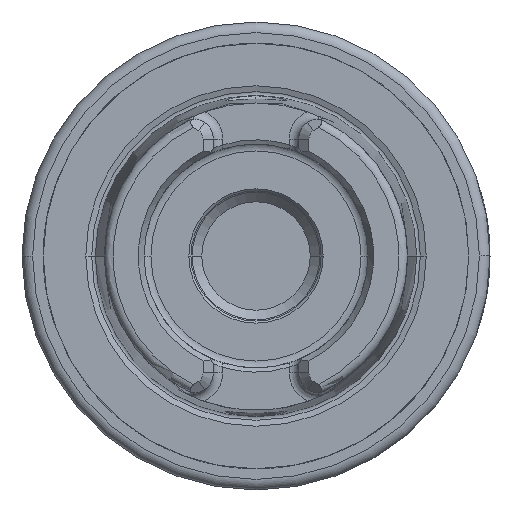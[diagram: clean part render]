
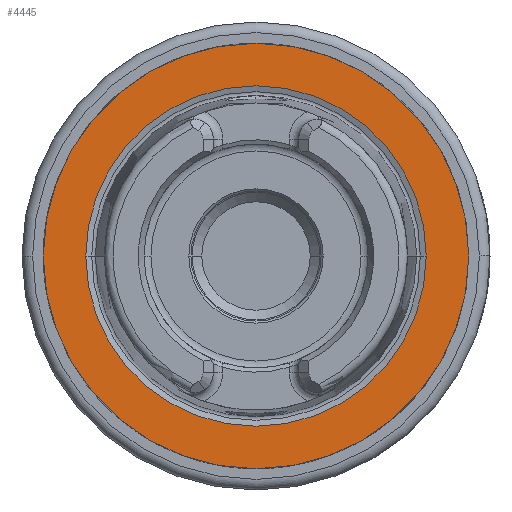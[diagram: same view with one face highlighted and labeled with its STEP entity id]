
A CAD part, left-side view. The second image highlights one B-rep face of the part: STEP entity #4445.
In plain terms, the highlighted planar face has unit normal (-1, 0, 0).
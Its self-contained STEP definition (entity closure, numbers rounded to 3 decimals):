
#848=CARTESIAN_POINT('',(0.,0.,0.));
#849=DIRECTION('',(1.,0.,0.));
#850=DIRECTION('',(0.,1.,0.));
#851=AXIS2_PLACEMENT_3D('',#848,#849,#850);
#853=CARTESIAN_POINT('',(0.,0.,0.));
#854=DIRECTION('',(-1.,0.,0.));
#855=DIRECTION('',(0.,1.,0.));
#856=AXIS2_PLACEMENT_3D('',#853,#854,#855);
#858=CARTESIAN_POINT('',(0.,0.,0.));
#859=DIRECTION('',(-1.,0.,0.));
#860=DIRECTION('',(0.,-1.,0.));
#861=AXIS2_PLACEMENT_3D('',#858,#859,#860);
#863=CARTESIAN_POINT('',(0.,0.,0.));
#864=DIRECTION('',(-1.,0.,0.));
#865=DIRECTION('',(0.,1.,0.));
#866=AXIS2_PLACEMENT_3D('',#863,#864,#865);
#2945=CARTESIAN_POINT('',(0.,-16.004,0.));
#2946=VERTEX_POINT('',#2945);
#2947=CARTESIAN_POINT('',(0.,16.004,0.));
#2948=VERTEX_POINT('',#2947);
#3275=CARTESIAN_POINT('',(0.,20.,0.));
#3276=CARTESIAN_POINT('',(0.,-20.,0.));
#3277=VERTEX_POINT('',#3275);
#3278=VERTEX_POINT('',#3276);
#4430=CARTESIAN_POINT('',(0.,0.,0.));
#4431=DIRECTION('',(1.,0.,0.));
#4432=DIRECTION('',(0.,-1.,0.));
#4433=AXIS2_PLACEMENT_3D('',#4430,#4431,#4432);
#4434=PLANE('',#4433);
#4436=ORIENTED_EDGE('',*,*,#4435,.T.);
#4438=ORIENTED_EDGE('',*,*,#4437,.F.);
#4439=EDGE_LOOP('',(#4436,#4438));
#4440=FACE_OUTER_BOUND('',#4439,.F.);
#4441=ORIENTED_EDGE('',*,*,#4425,.T.);
#4442=ORIENTED_EDGE('',*,*,#4409,.T.);
#4443=EDGE_LOOP('',(#4441,#4442));
#4444=FACE_BOUND('',#4443,.F.);
#4445=ADVANCED_FACE('',(#4440,#4444),#4434,.F.);
#852=CIRCLE('',#851,20.);
#857=CIRCLE('',#856,20.);
#862=CIRCLE('',#861,16.004);
#867=CIRCLE('',#866,16.004);
#4409=EDGE_CURVE('',#2948,#2946,#867,.T.);
#4425=EDGE_CURVE('',#2946,#2948,#862,.T.);
#4435=EDGE_CURVE('',#3277,#3278,#852,.T.);
#4437=EDGE_CURVE('',#3277,#3278,#857,.T.);
